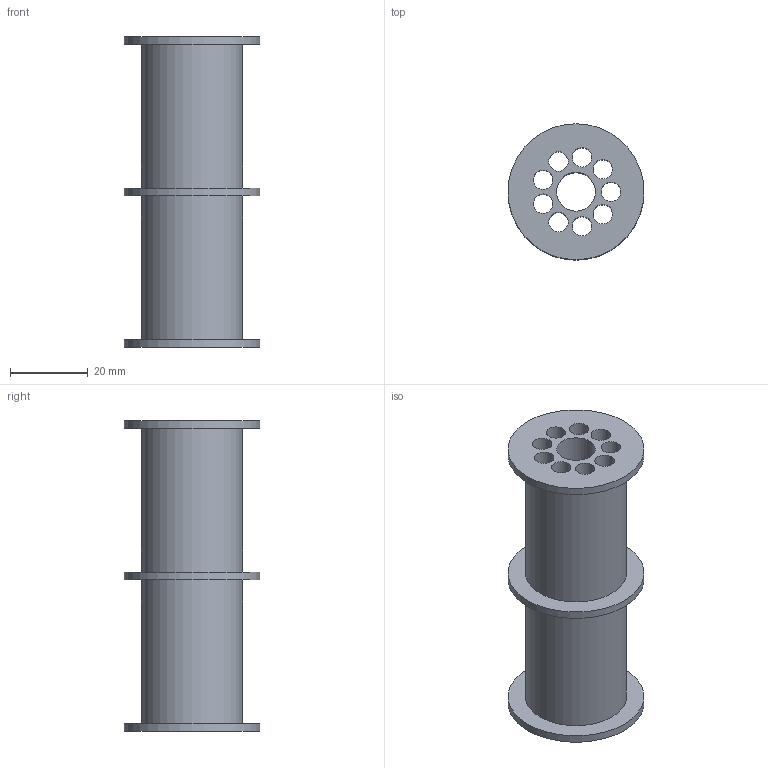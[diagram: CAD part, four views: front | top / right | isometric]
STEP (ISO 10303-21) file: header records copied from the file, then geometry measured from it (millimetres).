
FILE_DESCRIPTION(('FreeCAD Model'),'2;1');
FILE_NAME('part_squelette_d35_l80.step','2021-12-02T15:14:22',('Author'),(''), 'Open CASCADE STEP processor 7.3','FreeCAD','Unknown');
FILE_SCHEMA(('AUTOMOTIVE_DESIGN { 1 0 10303 214 1 1 1 1 }'));
Length unit declared in the file: millimetre
Products named in the file (1): Shape
Bounding box: 35 x 35 x 80 mm (x, y, z)
Volume: 24641.1 mm3; surface area: 23665.6 mm2
Topology: 1 solids, 1 shells, 21 faces, 45 edges, 30 vertices
Faces by surface type: cylinder 15, plane 6
Full cylindrical faces by diameter (mm): 5 x9, 10 x1, 26 x2, 35 x3
Entity records: 1235 total; most frequent: DIRECTION 209, CARTESIAN_POINT 187, ORIENTED_EDGE 90, PCURVE 90, DEFINITIONAL_REPRESENTATION 90, LINE 75, VECTOR 75, CIRCLE 60
